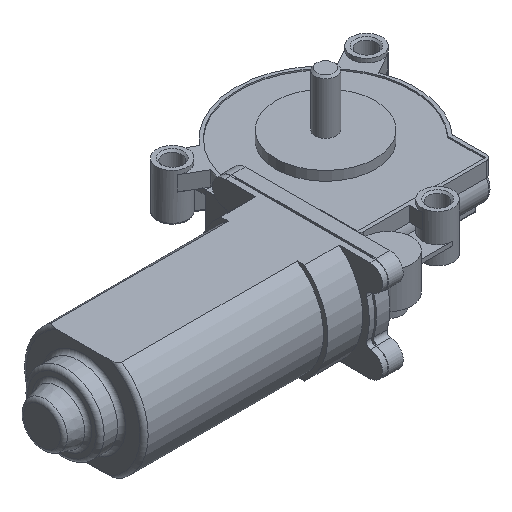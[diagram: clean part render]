
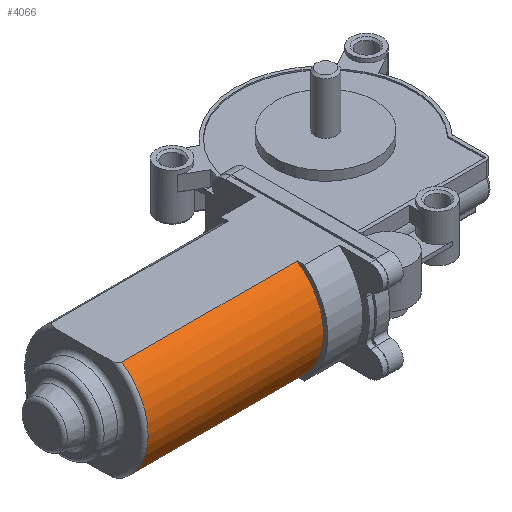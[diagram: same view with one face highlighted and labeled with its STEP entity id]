
A CAD part, isometric view. The second image highlights one B-rep face of the part: STEP entity #4066.
In plain terms, the highlighted cylindrical face has radius 22.75 mm (diameter 45.5 mm), a partial arc.
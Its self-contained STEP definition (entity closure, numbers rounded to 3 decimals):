
#330=CIRCLE($,#4437,22.75);
#335=CIRCLE($,#4450,22.75);
#416=CYLINDRICAL_SURFACE($,#4449,22.75);
#564=FACE_OUTER_BOUND($,#816,.T.);
#816=EDGE_LOOP($,(#3300,#3301,#3302,#3303));
#1186=LINE($,#6993,#1530);
#1187=LINE($,#7009,#1531);
#1530=VECTOR($,#5367,65.5);
#1531=VECTOR($,#5388,65.5);
#1947=VERTEX_POINT($,#6956);
#1948=VERTEX_POINT($,#6967);
#1954=VERTEX_POINT($,#6991);
#1959=VERTEX_POINT($,#7008);
#2449=EDGE_CURVE($,#1947,#1948,#330,.T.);
#2458=EDGE_CURVE($,#1954,#1947,#1186,.T.);
#2463=EDGE_CURVE($,#1959,#1948,#1187,.T.);
#2471=EDGE_CURVE($,#1959,#1954,#335,.T.);
#3300=ORIENTED_EDGE($,*,*,#2449,.F.);
#3301=ORIENTED_EDGE($,*,*,#2458,.F.);
#3302=ORIENTED_EDGE($,*,*,#2471,.F.);
#3303=ORIENTED_EDGE($,*,*,#2463,.T.);
#4066=ADVANCED_FACE($,(#564),#416,.T.);
#4437=AXIS2_PLACEMENT_3D($,#6968,#5356,#5357);
#4449=AXIS2_PLACEMENT_3D($,#7022,#5396,#5397);
#4450=AXIS2_PLACEMENT_3D($,#7023,#5398,#5399);
#5356=DIRECTION('center_axis',(-1.,0.,0.));
#5357=DIRECTION('ref_axis',(0.,-1.,0.));
#5367=DIRECTION($,(-1.,0.,0.));
#5388=DIRECTION($,(-1.,0.,0.));
#5396=DIRECTION('center_axis',(-1.,0.,0.));
#5397=DIRECTION('ref_axis',(0.,-0.566,-0.824));
#5398=DIRECTION('center_axis',(1.,0.,0.));
#5399=DIRECTION('ref_axis',(0.,-0.566,-0.824));
#6956=CARTESIAN_POINT('',(-119.,-42.884,-28.75));
#6967=CARTESIAN_POINT('',(-119.,-42.884,8.75));
#6968=CARTESIAN_POINT('Origin',(-119.,-30.,-10.));
#6991=CARTESIAN_POINT('',(-53.5,-42.884,-28.75));
#6993=CARTESIAN_POINT($,(-53.5,-42.884,-28.75));
#7008=CARTESIAN_POINT('',(-53.5,-42.884,8.75));
#7009=CARTESIAN_POINT($,(-53.5,-42.884,8.75));
#7022=CARTESIAN_POINT('Origin',(-53.5,-30.,-10.));
#7023=CARTESIAN_POINT('Origin',(-53.5,-30.,-10.));
